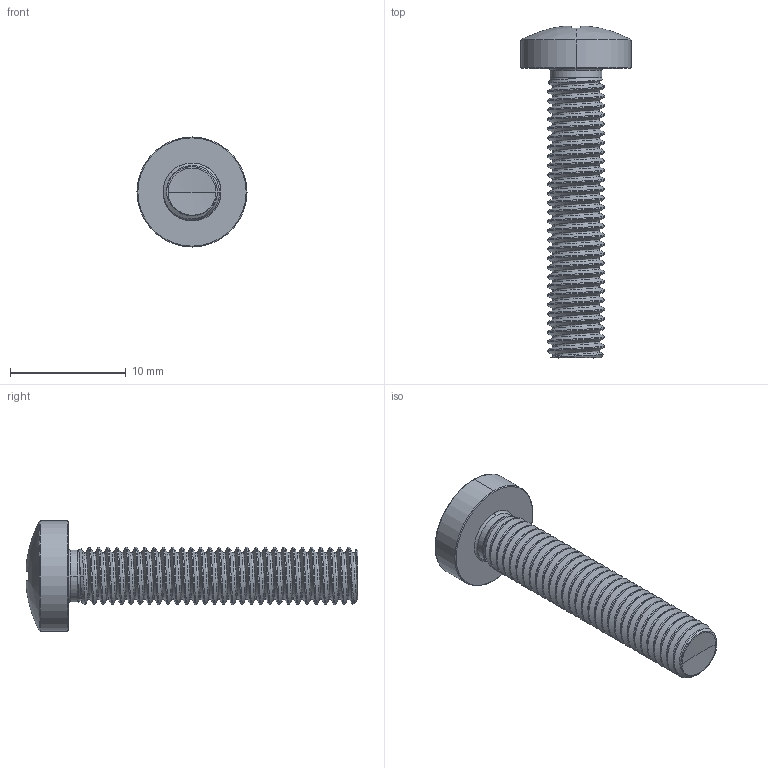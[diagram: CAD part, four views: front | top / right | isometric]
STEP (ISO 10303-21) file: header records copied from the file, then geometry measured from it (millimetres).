
FILE_DESCRIPTION (( 'STEP AP203' ), '1' );
FILE_NAME ('STM320500250.STEP', '2020-12-24T16:36:19', ( '' ), ( '' ), 'SwSTEP 2.0', 'SolidWorks 2015', '' );
FILE_SCHEMA (( 'CONFIG_CONTROL_DESIGN' ));
Products named in the file (2): STM320500250
Bounding box: 9.5 x 28.66 x 9.5 mm (x, y, z)
Volume: 606.9 mm3; surface area: 826.3 mm2
Topology: 1 solids, 1 shells, 222 faces, 540 edges, 319 vertices
Faces by surface type: cylinder 83, bspline 46, torus 33, sphere 28, plane 22, cone 10
Entity records: 33442 total; most frequent: CARTESIAN_POINT 28733, ORIENTED_EDGE 1076, DIRECTION 866, EDGE_CURVE 538, AXIS2_PLACEMENT_3D 378, VERTEX_POINT 319, EDGE_LOOP 223, ADVANCED_FACE 222
